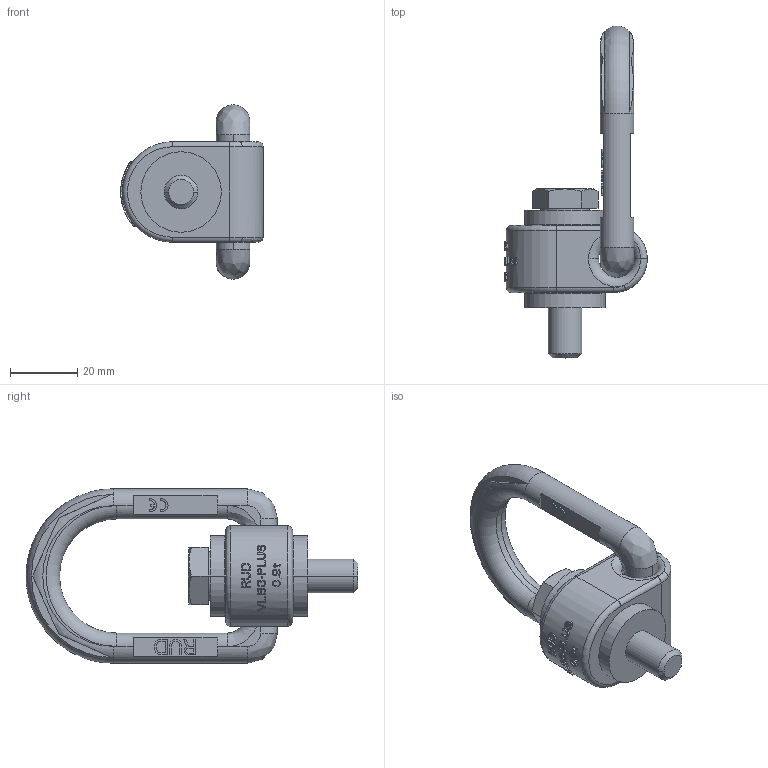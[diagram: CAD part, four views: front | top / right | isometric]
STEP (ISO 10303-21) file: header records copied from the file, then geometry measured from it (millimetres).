
FILE_DESCRIPTION((''),'2;1');
FILE_NAME('001-M35329-P-1_ASM','2019-02-06T',('anja.joas'),(''),'PRO/ENGINEER BY PARAMETRIC TECHNOLOGY CORPORATION, 2011490','PRO/ENGINEER BY PARAMETRIC TECHNOLOGY CORPORATION, 2011490','');
FILE_SCHEMA(('CONFIG_CONTROL_DESIGN'));
Length unit declared in the file: millimetre
Products named in the file (4): 001-M35329-P-2; 001-M35328-P-3; 001-M34894-P-1; 001-M35329-P-1_ASM
Assembly tree (3 placements, depth 2):
  001-M35329-P-1_ASM
    001-M35329-P-2
    001-M35328-P-3
    001-M34894-P-1
Bounding box: 42.5 x 99 x 52 mm (x, y, z)
Volume: 40028.4 mm3; surface area: 16090.7 mm2
Topology: 3 solids, 3 shells, 805 faces, 2219 edges, 1464 vertices
Faces by surface type: plane 713, cylinder 59, torus 15, bspline 10, cone 8
Entity records: 26206 total; most frequent: CARTESIAN_POINT 6552, ORIENTED_EDGE 4438, DIRECTION 3491, EDGE_CURVE 2219, VERTEX_POINT 1464, VECTOR 1343, LINE 1343, AXIS2_PLACEMENT_3D 1074
